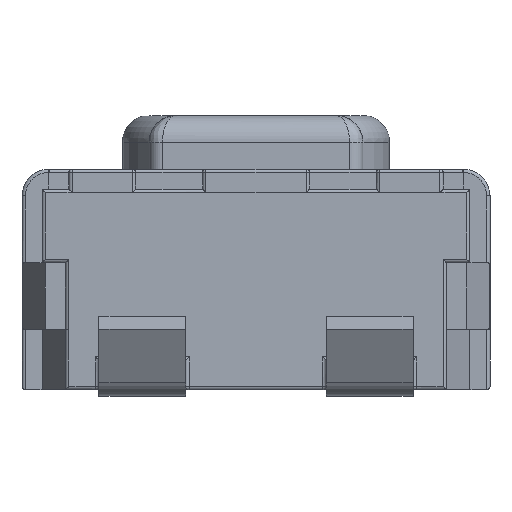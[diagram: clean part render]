
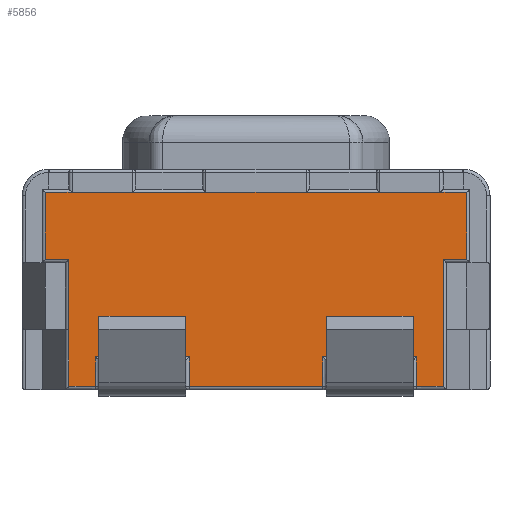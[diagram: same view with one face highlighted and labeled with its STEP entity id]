
A CAD part, left-side view. The second image highlights one B-rep face of the part: STEP entity #5856.
In plain terms, the highlighted planar face has unit normal (-1, 0, 0).
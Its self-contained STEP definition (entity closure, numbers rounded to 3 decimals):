
#639=FACE_OUTER_BOUND('',#995,.T.);
#995=EDGE_LOOP('',(#4020,#4021,#4022,#4023,#4024,#4025,#4026,#4027,#4028,
#4029,#4030,#4031,#4032,#4033,#4034,#4035,#4036,#4037,#4038,#4039,#4040,
#4041,#4042));
#1340=LINE('',#8623,#1947);
#1344=LINE('',#8632,#1951);
#1348=LINE('',#8641,#1955);
#1364=LINE('',#8692,#1971);
#1391=LINE('',#8764,#1998);
#1392=LINE('',#8776,#1999);
#1394=LINE('',#8782,#2001);
#1395=LINE('',#8784,#2002);
#1396=LINE('',#8786,#2003);
#1397=LINE('',#8787,#2004);
#1398=LINE('',#8789,#2005);
#1399=LINE('',#8791,#2006);
#1400=LINE('',#8792,#2007);
#1401=LINE('',#8794,#2008);
#1402=LINE('',#8796,#2009);
#1403=LINE('',#8798,#2010);
#1404=LINE('',#8800,#2011);
#1405=LINE('',#8802,#2012);
#1406=LINE('',#8804,#2013);
#1407=LINE('',#8806,#2014);
#1408=LINE('',#8807,#2015);
#1409=LINE('',#8808,#2016);
#1410=LINE('',#8809,#2017);
#1947=VECTOR('',#6816,10.);
#1951=VECTOR('',#6822,10.);
#1955=VECTOR('',#6828,10.);
#1971=VECTOR('',#6862,10.);
#1998=VECTOR('',#6907,10.);
#1999=VECTOR('',#6914,10.);
#2001=VECTOR('',#6920,10.);
#2002=VECTOR('',#6921,10.);
#2003=VECTOR('',#6922,10.);
#2004=VECTOR('',#6923,10.);
#2005=VECTOR('',#6924,10.);
#2006=VECTOR('',#6925,0.025);
#2007=VECTOR('',#6926,10.);
#2008=VECTOR('',#6927,10.);
#2009=VECTOR('',#6928,0.025);
#2010=VECTOR('',#6929,10.);
#2011=VECTOR('',#6930,10.);
#2012=VECTOR('',#6931,10.);
#2013=VECTOR('',#6932,10.);
#2014=VECTOR('',#6933,10.);
#2015=VECTOR('',#6934,10.);
#2016=VECTOR('',#6935,10.);
#2017=VECTOR('',#6936,10.);
#2554=VERTEX_POINT('',#8621);
#2555=VERTEX_POINT('',#8622);
#2558=VERTEX_POINT('',#8630);
#2559=VERTEX_POINT('',#8631);
#2562=VERTEX_POINT('',#8639);
#2563=VERTEX_POINT('',#8640);
#2579=VERTEX_POINT('',#8676);
#2583=VERTEX_POINT('',#8690);
#2612=VERTEX_POINT('',#8760);
#2613=VERTEX_POINT('',#8762);
#2615=VERTEX_POINT('',#8775);
#2617=VERTEX_POINT('',#8781);
#2618=VERTEX_POINT('',#8783);
#2619=VERTEX_POINT('',#8785);
#2620=VERTEX_POINT('',#8788);
#2621=VERTEX_POINT('',#8790);
#2622=VERTEX_POINT('',#8793);
#2623=VERTEX_POINT('',#8795);
#2624=VERTEX_POINT('',#8797);
#2625=VERTEX_POINT('',#8799);
#2626=VERTEX_POINT('',#8801);
#2627=VERTEX_POINT('',#8803);
#2628=VERTEX_POINT('',#8805);
#3072=EDGE_CURVE('',#2554,#2555,#1340,.T.);
#3076=EDGE_CURVE('',#2558,#2559,#1344,.T.);
#3080=EDGE_CURVE('',#2562,#2563,#1348,.T.);
#3101=EDGE_CURVE('',#2583,#2579,#1364,.T.);
#3135=EDGE_CURVE('',#2613,#2612,#1391,.T.);
#3138=EDGE_CURVE('',#2612,#2615,#1392,.T.);
#3141=EDGE_CURVE('',#2617,#2563,#1394,.T.);
#3142=EDGE_CURVE('',#2618,#2617,#1395,.T.);
#3143=EDGE_CURVE('',#2619,#2618,#1396,.T.);
#3144=EDGE_CURVE('',#2615,#2619,#1397,.T.);
#3145=EDGE_CURVE('',#2620,#2613,#1398,.T.);
#3146=EDGE_CURVE('',#2621,#2620,#1399,.T.);
#3147=EDGE_CURVE('',#2579,#2621,#1400,.T.);
#3148=EDGE_CURVE('',#2622,#2583,#1401,.T.);
#3149=EDGE_CURVE('',#2623,#2622,#1402,.T.);
#3150=EDGE_CURVE('',#2624,#2623,#1403,.T.);
#3151=EDGE_CURVE('',#2625,#2624,#1404,.T.);
#3152=EDGE_CURVE('',#2626,#2625,#1405,.T.);
#3153=EDGE_CURVE('',#2627,#2626,#1406,.T.);
#3154=EDGE_CURVE('',#2628,#2627,#1407,.T.);
#3155=EDGE_CURVE('',#2558,#2628,#1408,.T.);
#3156=EDGE_CURVE('',#2554,#2559,#1409,.T.);
#3157=EDGE_CURVE('',#2562,#2555,#1410,.T.);
#4020=ORIENTED_EDGE('',*,*,#3080,.T.);
#4021=ORIENTED_EDGE('',*,*,#3141,.F.);
#4022=ORIENTED_EDGE('',*,*,#3142,.F.);
#4023=ORIENTED_EDGE('',*,*,#3143,.F.);
#4024=ORIENTED_EDGE('',*,*,#3144,.F.);
#4025=ORIENTED_EDGE('',*,*,#3138,.F.);
#4026=ORIENTED_EDGE('',*,*,#3135,.F.);
#4027=ORIENTED_EDGE('',*,*,#3145,.F.);
#4028=ORIENTED_EDGE('',*,*,#3146,.F.);
#4029=ORIENTED_EDGE('',*,*,#3147,.F.);
#4030=ORIENTED_EDGE('',*,*,#3101,.F.);
#4031=ORIENTED_EDGE('',*,*,#3148,.F.);
#4032=ORIENTED_EDGE('',*,*,#3149,.F.);
#4033=ORIENTED_EDGE('',*,*,#3150,.F.);
#4034=ORIENTED_EDGE('',*,*,#3151,.F.);
#4035=ORIENTED_EDGE('',*,*,#3152,.F.);
#4036=ORIENTED_EDGE('',*,*,#3153,.F.);
#4037=ORIENTED_EDGE('',*,*,#3154,.F.);
#4038=ORIENTED_EDGE('',*,*,#3155,.F.);
#4039=ORIENTED_EDGE('',*,*,#3076,.T.);
#4040=ORIENTED_EDGE('',*,*,#3156,.F.);
#4041=ORIENTED_EDGE('',*,*,#3072,.T.);
#4042=ORIENTED_EDGE('',*,*,#3157,.F.);
#5689=PLANE('',#6238);
#5856=ADVANCED_FACE('',(#639),#5689,.T.);
#6238=AXIS2_PLACEMENT_3D('',#8780,#6918,#6919);
#6816=DIRECTION('',(0.,1.,0.));
#6822=DIRECTION('',(0.,1.,0.));
#6828=DIRECTION('',(0.,1.,0.));
#6862=DIRECTION('',(0.,1.,0.));
#6907=DIRECTION('',(0.,1.,0.));
#6914=DIRECTION('',(0.,0.,1.));
#6918=DIRECTION('center_axis',(-1.,0.,0.));
#6919=DIRECTION('ref_axis',(0.,-1.,0.));
#6920=DIRECTION('',(0.,-1.,0.));
#6921=DIRECTION('',(0.,0.,1.));
#6922=DIRECTION('',(0.,1.,0.));
#6923=DIRECTION('',(0.,0.,1.));
#6924=DIRECTION('',(0.,0.,-1.));
#6925=DIRECTION('',(0.,1.,0.));
#6926=DIRECTION('',(0.,0.,1.));
#6927=DIRECTION('',(0.,0.,-1.));
#6928=DIRECTION('',(0.,1.,0.));
#6929=DIRECTION('',(0.,0.,1.));
#6930=DIRECTION('',(0.,1.,0.));
#6931=DIRECTION('',(0.,0.,-1.));
#6932=DIRECTION('',(0.,1.,0.));
#6933=DIRECTION('',(0.,0.,-1.));
#6934=DIRECTION('',(0.,-1.,0.));
#6935=DIRECTION('',(0.,-1.,0.));
#6936=DIRECTION('',(0.,-1.,0.));
#8621=CARTESIAN_POINT('',(-2.35,-0.375,1.525));
#8622=CARTESIAN_POINT('',(-2.35,0.375,1.525));
#8623=CARTESIAN_POINT('',(-2.35,1.563,1.525));
#8630=CARTESIAN_POINT('',(-2.35,-1.375,1.525));
#8631=CARTESIAN_POINT('',(-2.35,-0.925,1.525));
#8632=CARTESIAN_POINT('',(-2.35,1.563,1.525));
#8639=CARTESIAN_POINT('',(-2.35,0.925,1.525));
#8640=CARTESIAN_POINT('',(-2.35,1.375,1.525));
#8641=CARTESIAN_POINT('',(-2.35,1.563,1.525));
#8676=CARTESIAN_POINT('',(-2.35,0.5,0.075));
#8690=CARTESIAN_POINT('',(-2.35,-0.5,0.075));
#8692=CARTESIAN_POINT('',(-2.35,0.875,0.075));
#8760=CARTESIAN_POINT('',(-2.35,1.4,0.075));
#8762=CARTESIAN_POINT('',(-2.35,1.2,0.075));
#8764=CARTESIAN_POINT('',(-2.35,0.875,0.075));
#8775=CARTESIAN_POINT('',(-2.35,1.4,0.5));
#8776=CARTESIAN_POINT('',(-2.35,1.4,0.));
#8780=CARTESIAN_POINT('Origin',(-2.35,1.75,0.));
#8781=CARTESIAN_POINT('',(-2.35,1.575,1.525));
#8782=CARTESIAN_POINT('',(-2.35,1.662,1.525));
#8783=CARTESIAN_POINT('',(-2.35,1.575,1.025));
#8784=CARTESIAN_POINT('',(-2.35,1.575,0.638));
#8785=CARTESIAN_POINT('',(-2.35,1.4,1.025));
#8786=CARTESIAN_POINT('',(-2.35,1.75,1.025));
#8787=CARTESIAN_POINT('',(-2.35,1.4,0.375));
#8788=CARTESIAN_POINT('',(-2.35,1.2,0.295));
#8789=CARTESIAN_POINT('',(-2.35,1.2,0.15));
#8790=CARTESIAN_POINT('',(-2.35,0.5,0.295));
#8791=CARTESIAN_POINT('',(-2.35,1.75,0.295));
#8792=CARTESIAN_POINT('',(-2.35,0.5,0.15));
#8793=CARTESIAN_POINT('',(-2.35,-0.5,0.295));
#8794=CARTESIAN_POINT('',(-2.35,-0.5,0.15));
#8795=CARTESIAN_POINT('',(-2.35,-1.2,0.295));
#8796=CARTESIAN_POINT('',(-2.35,1.75,0.295));
#8797=CARTESIAN_POINT('',(-2.35,-1.2,0.075));
#8798=CARTESIAN_POINT('',(-2.35,-1.2,0.15));
#8799=CARTESIAN_POINT('',(-2.35,-1.4,0.075));
#8800=CARTESIAN_POINT('',(-2.35,0.875,0.075));
#8801=CARTESIAN_POINT('',(-2.35,-1.4,1.025));
#8802=CARTESIAN_POINT('',(-2.35,-1.4,0.));
#8803=CARTESIAN_POINT('',(-2.35,-1.575,1.025));
#8804=CARTESIAN_POINT('',(-2.35,0.,1.025));
#8805=CARTESIAN_POINT('',(-2.35,-1.575,1.525));
#8806=CARTESIAN_POINT('',(-2.35,-1.575,0.638));
#8807=CARTESIAN_POINT('',(-2.35,0.088,1.525));
#8808=CARTESIAN_POINT('',(-2.35,0.55,1.525));
#8809=CARTESIAN_POINT('',(-2.35,1.2,1.525));
